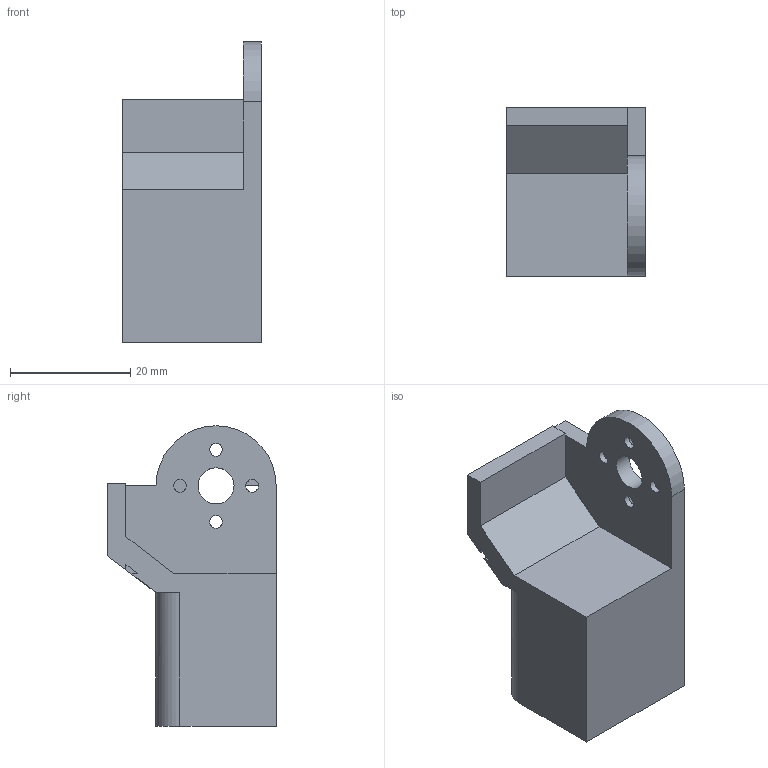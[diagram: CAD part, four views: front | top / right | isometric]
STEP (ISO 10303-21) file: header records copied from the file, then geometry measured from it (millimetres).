
FILE_DESCRIPTION(/* description */ (''),/* implementation_level */ '2;1');
FILE_NAME(/* name */ 'gripper_trigger.step',/* time_stamp */ '2024-03-23T09:26:39-07:00',/* author */ (''),/* organization */ (''),/* preprocessor_version */ 'ST-DEVELOPER v20',/* originating_system */ 'Autodesk Translation Framework v12.20.1.177',/* authorisation */ '');
FILE_SCHEMA (('AUTOMOTIVE_DESIGN { 1 0 10303 214 3 1 1 }'));
Length unit declared in the file: millimetre
Products named in the file (1): trigger
Bounding box: 23 x 28 x 50 mm (x, y, z)
Volume: 14405.7 mm3; surface area: 5189.3 mm2
Topology: 1 solids, 1 shells, 33 faces, 98 edges, 63 vertices
Faces by surface type: plane 21, cylinder 8, cone 4
Full cylindrical faces by diameter (mm): 2.1 x4, 6 x1
Entity records: 1167 total; most frequent: CARTESIAN_POINT 217, ORIENTED_EDGE 196, DIRECTION 188, EDGE_CURVE 98, LINE 64, VECTOR 64, VERTEX_POINT 63, AXIS2_PLACEMENT_3D 62
